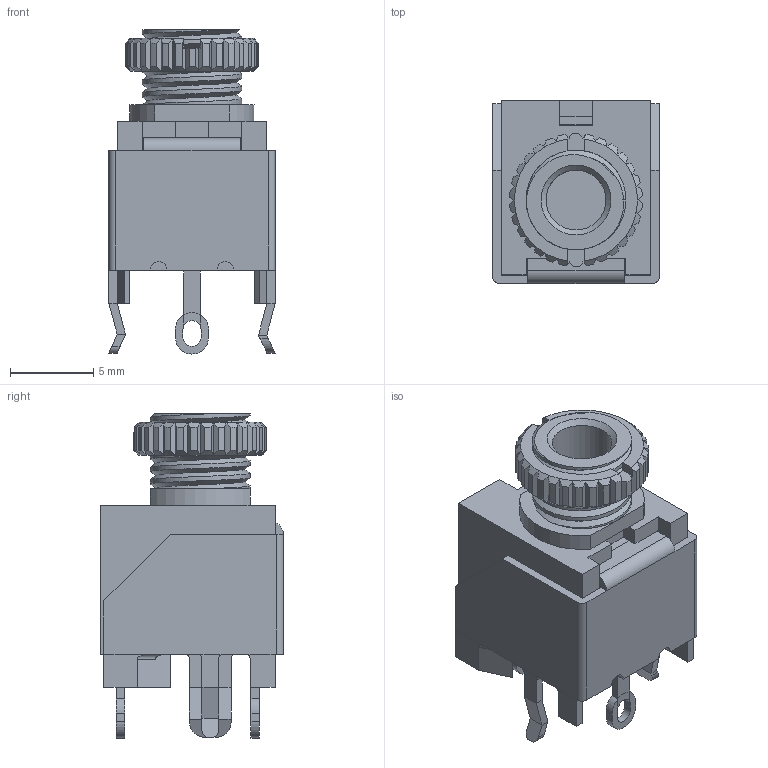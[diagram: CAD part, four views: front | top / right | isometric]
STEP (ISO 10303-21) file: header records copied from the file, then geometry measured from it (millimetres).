
FILE_DESCRIPTION(('FreeCAD Model'),'2;1');
FILE_NAME('PJ301BM_Knurl_nut.step','2021-03-19T21:45:50',('Author'),(''), 'Open CASCADE STEP processor 7.3','FreeCAD','Unknown');
FILE_SCHEMA(('AUTOMOTIVE_DESIGN { 1 0 10303 214 1 1 1 1 }'));
Length unit declared in the file: millimetre
Products named in the file (6): TN; Knurl_nut; T; Hole; S; Body
Bounding box: 10 x 11.01 x 19.5 mm (x, y, z)
Volume: 662 mm3; surface area: 2035.2 mm2
Topology: 6 solids, 6 shells, 328 faces, 887 edges, 563 vertices
Faces by surface type: plane 239, cylinder 70, bspline 14, cone 5
Full cylindrical faces by diameter (mm): 3.6 x2, 6 x6
Entity records: 26669 total; most frequent: CARTESIAN_POINT 8853, DIRECTION 3325, LINE 1965, VECTOR 1965, ORIENTED_EDGE 1774, PCURVE 1774, DEFINITIONAL_REPRESENTATION 1774, EDGE_CURVE 887
